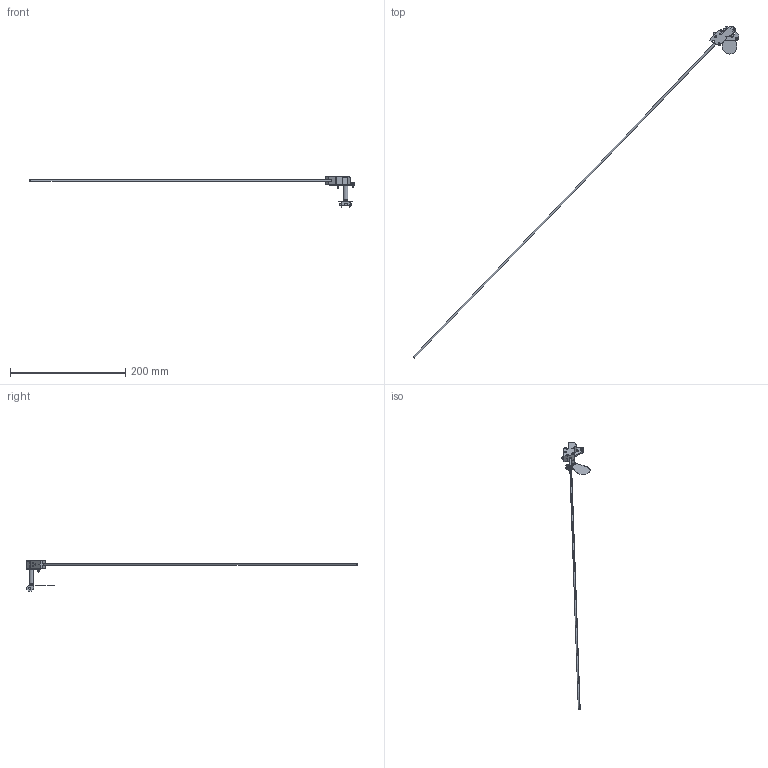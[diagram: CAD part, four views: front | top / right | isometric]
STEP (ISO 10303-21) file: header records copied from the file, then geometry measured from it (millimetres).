
FILE_DESCRIPTION(/* description */ ('CrystalSix Shutter Assembly (750-635-G1).stp'),/* implementation_level */ '2;1');
FILE_NAME(/* name */ '750-635-G1 - CrystalSix Shutter Assembly (Outline Model rev.B).stp',/* time_stamp */ '2016-05-10T12:59:20-04:00',/* author */ ('Joel Plasencia'),/* organization */ ('INFICON'),/* preprocessor_version */ 'ST-DEVELOPER v11',/* originating_system */ 'SIEMENS PLM Software NX 7.5',/* authorisation */ 'Copyright© 2017 INFICON - ALL RIGHTS RESERVED');
FILE_SCHEMA (('AUTOMOTIVE_DESIGN { 1 0 10303 214 1 1 1 1 }'));
Length unit declared in the file: inch
Products named in the file (1): 750-635-G1_B
Bounding box: 564.27 x 575.71 x 52.56 mm (x, y, z)
Volume: 14977.1 mm3; surface area: 21543.2 mm2
Topology: 3 solids, 4 shells, 266 faces, 678 edges, 444 vertices
Faces by surface type: plane 174, cylinder 76, cone 13, torus 2, extrusion 1
Full cylindrical faces by diameter (mm): 1.575 x5, 1.587 x1, 2.261 x3, 2.38 x1, 2.438 x2, 2.845 x9, 2.87 x1, 3.048 x2, 3.167 x1, 3.264 x2, 3.454 x2, 3.556 x3, 4.648 x4, 4.75 x1, 5.41 x1, 6.187 x1, 7.874 x2
Entity records: 8931 total; most frequent: CARTESIAN_POINT 1779, DIRECTION 1421, ORIENTED_EDGE 1204, EDGE_CURVE 602, AXIS2_PLACEMENT_3D 519, VERTEX_POINT 424, VECTOR 383, LINE 382
